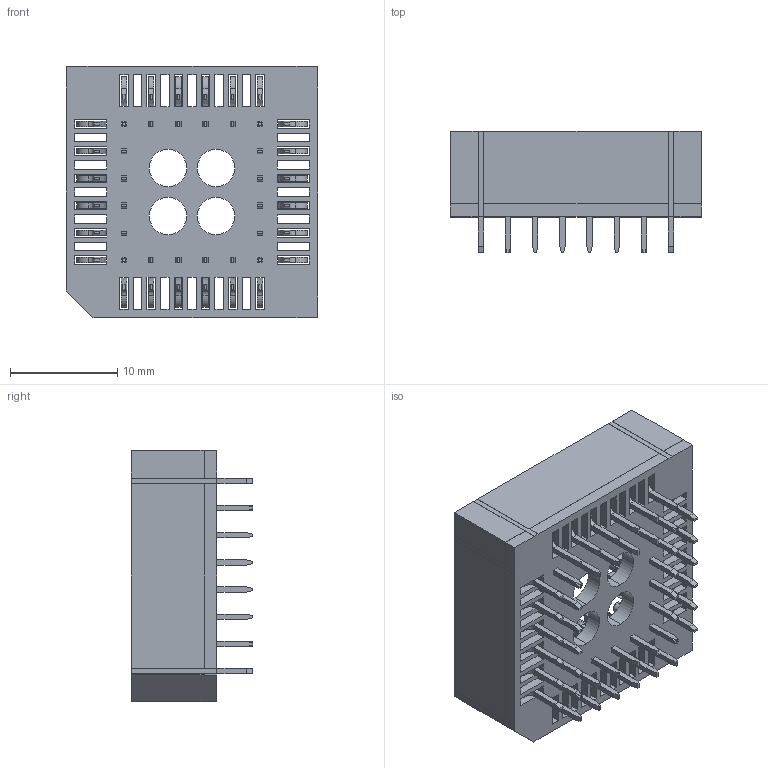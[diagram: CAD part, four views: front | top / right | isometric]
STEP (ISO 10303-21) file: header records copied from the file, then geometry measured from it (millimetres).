
FILE_DESCRIPTION(('STEP AP214'),'1');
FILE_NAME('a-ccs_044-z-t.stp','2018-05-28T09:40:10',('TraceParts'),('TraceParts S.A.'),'Spatial InterOp 3D',' ',' ');
FILE_SCHEMA(('automotive_design'));
Length unit declared in the file: millimetre
Products named in the file (49): a-ccs_044-z-t_1; a-ccs_044-z-t_2; a-ccs_044-z-t_3; a-ccs_044-z-t_4; a-ccs_044-z-t_5; a-ccs_044-z-t_6; a-ccs_044-z-t_7; a-ccs_044-z-t_8; a-ccs_044-z-t_9; a-ccs_044-z-t_10; a-ccs_044-z-t_11; a-ccs_044-z-t_12; a-ccs_044-z-t_13; a-ccs_044-z-t_14; a-ccs_044-z-t_15; a-ccs_044-z-t_16; a-ccs_044-z-t_17; a-ccs_044-z-t_18; a-ccs_044-z-t_19; a-ccs_044-z-t_20; a-ccs_044-z-t_21; a-ccs_044-z-t_22; a-ccs_044-z-t_23; a-ccs_044-z-t_24; a-ccs_044-z-t_25; a-ccs_044-z-t_26; a-ccs_044-z-t_27; a-ccs_044-z-t_28; a-ccs_044-z-t_29; a-ccs_044-z-t_30; a-ccs_044-z-t_31; a-ccs_044-z-t_32; a-ccs_044-z-t_33; a-ccs_044-z-t_34; a-ccs_044-z-t_35; a-ccs_044-z-t_36; a-ccs_044-z-t_37; a-ccs_044-z-t_38; a-ccs_044-z-t_39; a-ccs_044-z-t_40 ...
Bounding box: 23.5 x 11.35 x 23.5 mm (x, y, z)
Volume: 1817.7 mm3; surface area: 5070.3 mm2
Topology: 49 solids, 49 shells, 986 faces, 2773 edges, 1846 vertices
Faces by surface type: plane 730, cylinder 256
Entity records: 32552 total; most frequent: CARTESIAN_POINT 5654, ORIENTED_EDGE 5546, DIRECTION 5355, EDGE_CURVE 2773, LINE 2261, VECTOR 2261, VERTEX_POINT 1846, AXIS2_PLACEMENT_3D 1547
